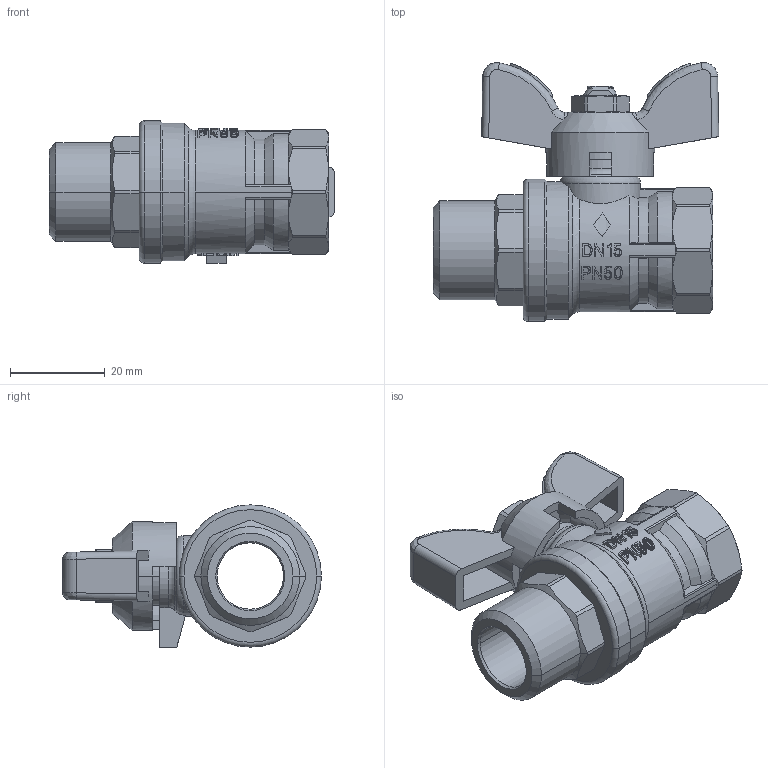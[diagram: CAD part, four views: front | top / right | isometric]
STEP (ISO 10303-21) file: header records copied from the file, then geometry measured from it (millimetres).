
FILE_DESCRIPTION(('Creo Elements/Direct Modeling STEP Export'),'2;1');
FILE_NAME('15210400000.stp','2018-09-14T 8:24:41',(''),(''),'Creo Elements/Direct Modeling STEP processor for AP214 (Solid Model)','Creo Elements/Direct Modeling 19.0G 27-Nov-2017 (C) Parametric Technology GmbH','');
FILE_SCHEMA(('AUTOMOTIVE_DESIGN { 1 0 10303 214 1 1 1 1 }'));
Length unit declared in the file: millimetre
Products named in the file (2): 1521040000
Assembly tree (1 placements, depth 2):
  1521040000
    1521040000
Bounding box: 60.25 x 54.6 x 30 mm (x, y, z)
Volume: 25386.2 mm3; surface area: 13638.6 mm2
Topology: 1 solids, 1 shells, 600 faces, 1633 edges, 1060 vertices
Faces by surface type: plane 392, cylinder 99, cone 78, bspline 16, torus 15
Entity records: 22025 total; most frequent: CARTESIAN_POINT 6144, ORIENTED_EDGE 3262, DIRECTION 3037, EDGE_CURVE 1631, AXIS2_PLACEMENT_3D 1190, VERTEX_POINT 1060, VECTOR 657, LINE 657
